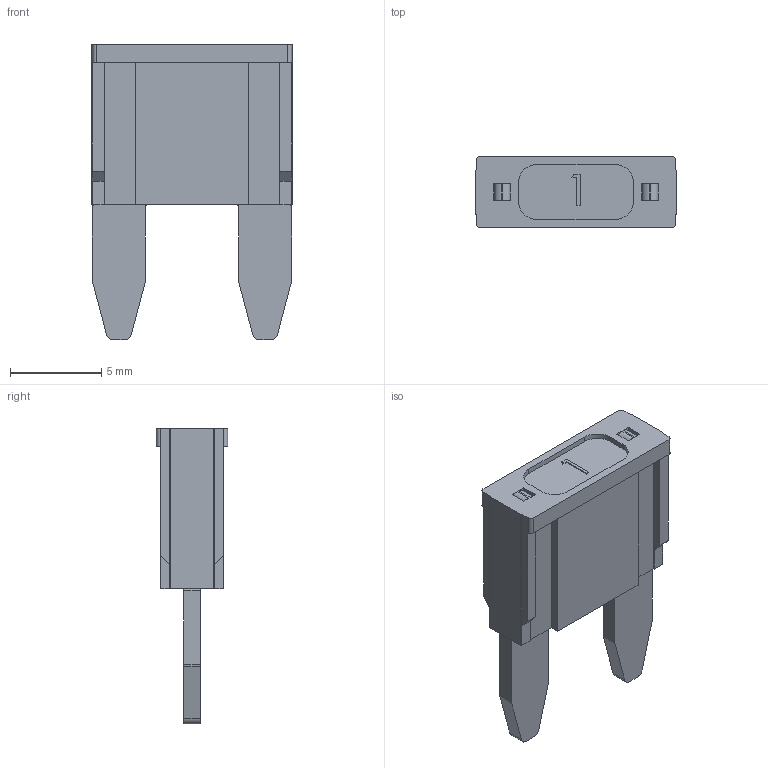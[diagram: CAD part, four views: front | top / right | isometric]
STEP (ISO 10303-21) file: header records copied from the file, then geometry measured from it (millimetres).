
FILE_DESCRIPTION(/* description */ (''),/* implementation_level */ '2;1');
FILE_NAME(/* name */ 'Grab - fuse /Fuse - mini 1A.step',/* time_stamp */ '2021-11-11T17:08:16+01:00',/* author */ (''),/* organization */ (''),/* preprocessor_version */ 'ST-DEVELOPER v18.1',/* originating_system */ 'Autodesk Translation Framework v10.10.0.1391',/* authorisation */ '');
FILE_SCHEMA (('AUTOMOTIVE_DESIGN { 1 0 10303 214 3 1 1 }'));
Length unit declared in the file: millimetre
Products named in the file (1): Pojistka - mini 1A
Bounding box: 11 x 3.9 x 16.2 mm (x, y, z)
Volume: 254.7 mm3; surface area: 800.8 mm2
Topology: 2 solids, 2 shells, 149 faces, 428 edges, 284 vertices
Faces by surface type: plane 111, cylinder 38
Entity records: 4900 total; most frequent: CARTESIAN_POINT 862, ORIENTED_EDGE 856, DIRECTION 804, EDGE_CURVE 428, LINE 352, VECTOR 352, VERTEX_POINT 284, AXIS2_PLACEMENT_3D 226
